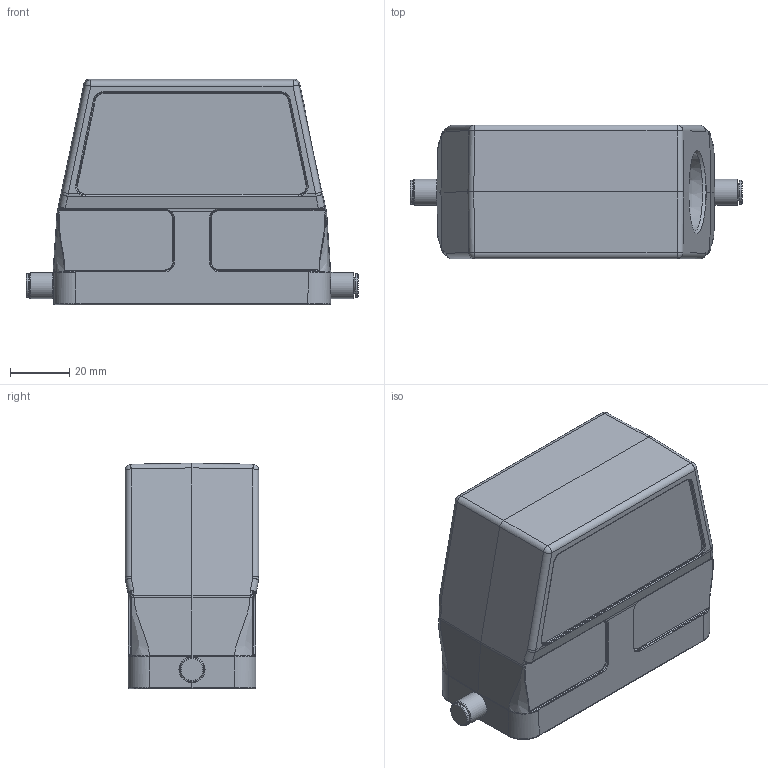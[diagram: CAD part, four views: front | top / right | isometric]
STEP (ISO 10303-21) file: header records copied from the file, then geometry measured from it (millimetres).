
FILE_DESCRIPTION(/* description */ (''),/* implementation_level */ '2;1');
FILE_NAME(/* name */ 'H16B-SEH-2B-XXX.stp',/* time_stamp */ '2022-08-12T09:30:00+08:00',/* author */ (''),/* organization */ (''),/* preprocessor_version */ 'ST-DEVELOPER v16',/* originating_system */ 'SIEMENS PLM Software NX 10.0',/* authorisation */ '');
FILE_SCHEMA (('AUTOMOTIVE_DESIGN { 1 0 10303 214 3 1 1 1 }'));
Length unit declared in the file: millimetre
Products named in the file (1): Admi11682A00h6z1
Bounding box: 111.8 x 45 x 76 mm (x, y, z)
Volume: 85518.8 mm3; surface area: 42532.9 mm2
Topology: 1 solids, 1 shells, 443 faces, 1054 edges, 611 vertices
Faces by surface type: bspline 167, cylinder 164, plane 91, cone 10, sphere 6, torus 5
Full cylindrical faces by diameter (mm): 3 x3, 3.5 x4, 4 x1, 5 x2, 8 x2, 8.8 x2
Entity records: 18650 total; most frequent: CARTESIAN_POINT 10236, ORIENTED_EDGE 2000, DIRECTION 1362, EDGE_CURVE 1000, VERTEX_POINT 596, AXIS2_PLACEMENT_3D 518, EDGE_LOOP 480, ADVANCED_FACE 442
